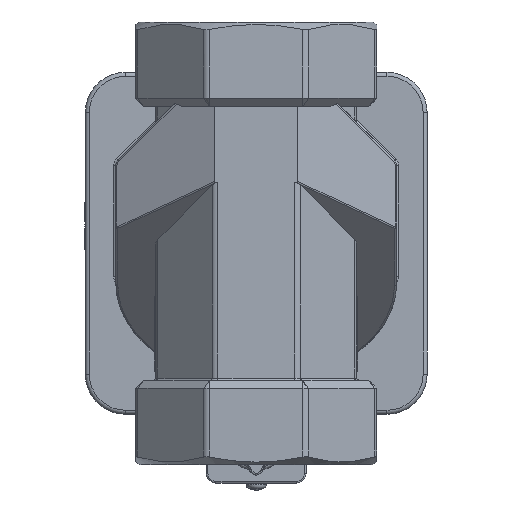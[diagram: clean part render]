
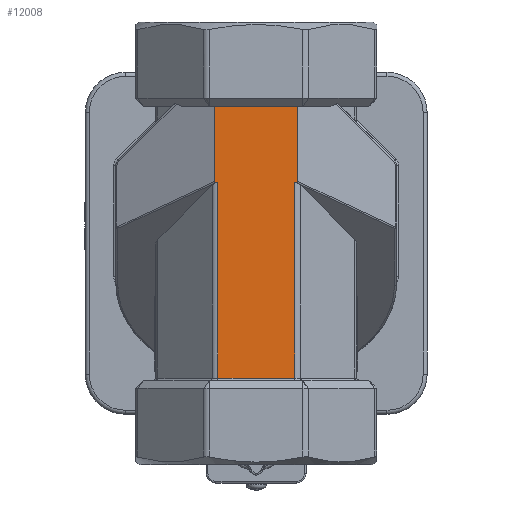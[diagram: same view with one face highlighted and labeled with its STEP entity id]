
A CAD part, front view. The second image highlights one B-rep face of the part: STEP entity #12008.
In plain terms, the highlighted planar face has unit normal (0, -1, 0).
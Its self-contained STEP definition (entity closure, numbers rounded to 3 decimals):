
#197=ELLIPSE('',#12980,1.284,0.5);
#202=ELLIPSE('',#12988,1.284,0.5);
#742=PLANE('',#12987);
#1359=LINE('',#20192,#2249);
#1363=LINE('',#20208,#2253);
#1364=LINE('',#20210,#2254);
#1365=LINE('',#20212,#2255);
#1366=LINE('',#20216,#2256);
#1367=LINE('',#20218,#2257);
#1368=LINE('',#20220,#2258);
#1369=LINE('',#20221,#2259);
#2249=VECTOR('',#15019,10.);
#2253=VECTOR('',#15035,10.);
#2254=VECTOR('',#15036,10.);
#2255=VECTOR('',#15037,10.);
#2256=VECTOR('',#15040,10.);
#2257=VECTOR('',#15041,10.);
#2258=VECTOR('',#15042,10.);
#2259=VECTOR('',#15043,10.);
#3157=FACE_OUTER_BOUND('',#3895,.T.);
#3895=EDGE_LOOP('',(#9051,#9052,#9053,#9054,#9055,#9056,#9057,#9058,#9059,
#9060));
#5350=VERTEX_POINT('',#20146);
#5351=VERTEX_POINT('',#20148);
#5352=VERTEX_POINT('',#20191);
#5358=VERTEX_POINT('',#20207);
#5359=VERTEX_POINT('',#20209);
#5360=VERTEX_POINT('',#20211);
#5361=VERTEX_POINT('',#20213);
#5362=VERTEX_POINT('',#20215);
#5363=VERTEX_POINT('',#20217);
#5364=VERTEX_POINT('',#20219);
#6669=EDGE_CURVE('',#5350,#5351,#197,.T.);
#6673=EDGE_CURVE('',#5351,#5352,#1359,.T.);
#6681=EDGE_CURVE('',#5350,#5358,#1363,.T.);
#6682=EDGE_CURVE('',#5358,#5359,#1364,.T.);
#6683=EDGE_CURVE('',#5360,#5359,#1365,.T.);
#6684=EDGE_CURVE('',#5361,#5360,#202,.T.);
#6685=EDGE_CURVE('',#5362,#5361,#1366,.T.);
#6686=EDGE_CURVE('',#5363,#5362,#1367,.T.);
#6687=EDGE_CURVE('',#5364,#5363,#1368,.T.);
#6688=EDGE_CURVE('',#5352,#5364,#1369,.T.);
#9051=ORIENTED_EDGE('',*,*,#6669,.F.);
#9052=ORIENTED_EDGE('',*,*,#6681,.T.);
#9053=ORIENTED_EDGE('',*,*,#6682,.T.);
#9054=ORIENTED_EDGE('',*,*,#6683,.F.);
#9055=ORIENTED_EDGE('',*,*,#6684,.F.);
#9056=ORIENTED_EDGE('',*,*,#6685,.F.);
#9057=ORIENTED_EDGE('',*,*,#6686,.F.);
#9058=ORIENTED_EDGE('',*,*,#6687,.F.);
#9059=ORIENTED_EDGE('',*,*,#6688,.F.);
#9060=ORIENTED_EDGE('',*,*,#6673,.F.);
#12008=ADVANCED_FACE('',(#3157),#742,.T.);
#12980=AXIS2_PLACEMENT_3D('',#20149,#15014,#15015);
#12987=AXIS2_PLACEMENT_3D('',#20206,#15033,#15034);
#12988=AXIS2_PLACEMENT_3D('',#20214,#15038,#15039);
#15014=DIRECTION('center_axis',(0.,1.,0.));
#15015=DIRECTION('ref_axis',(0.906,0.,-0.423));
#15019=DIRECTION('',(-1.,0.,0.));
#15033=DIRECTION('center_axis',(0.,-1.,0.));
#15034=DIRECTION('ref_axis',(1.,0.,0.));
#15035=DIRECTION('',(0.,0.,1.));
#15036=DIRECTION('',(-1.,0.,0.));
#15037=DIRECTION('',(0.,0.,1.));
#15038=DIRECTION('center_axis',(0.,1.,0.));
#15039=DIRECTION('ref_axis',(-0.906,0.,-0.423));
#15040=DIRECTION('',(-1.,0.,0.));
#15041=DIRECTION('',(0.,0.,1.));
#15042=DIRECTION('',(-1.,0.,0.));
#15043=DIRECTION('',(0.,0.,-1.));
#20146=CARTESIAN_POINT('',(10.355,-25.,15.353));
#20148=CARTESIAN_POINT('',(9.93,-25.,15.099));
#20149=CARTESIAN_POINT('Origin',(9.172,-25.,15.806));
#20191=CARTESIAN_POINT('',(9.527,-25.,15.099));
#20192=CARTESIAN_POINT('',(-5.178,-25.,15.099));
#20206=CARTESIAN_POINT('Origin',(-10.355,-25.,0.));
#20207=CARTESIAN_POINT('',(10.355,-25.,34.));
#20208=CARTESIAN_POINT('',(10.355,-25.,-62.));
#20209=CARTESIAN_POINT('',(-10.355,-25.,34.));
#20210=CARTESIAN_POINT('',(-5.178,-25.,34.));
#20211=CARTESIAN_POINT('',(-10.355,-25.,15.353));
#20212=CARTESIAN_POINT('',(-10.355,-25.,-62.));
#20213=CARTESIAN_POINT('',(-9.93,-25.,15.099));
#20214=CARTESIAN_POINT('Origin',(-9.172,-25.,15.806));
#20215=CARTESIAN_POINT('',(-9.527,-25.,15.099));
#20216=CARTESIAN_POINT('',(-5.178,-25.,15.099));
#20217=CARTESIAN_POINT('',(-9.527,-25.,-33.5));
#20218=CARTESIAN_POINT('',(-9.527,-25.,0.));
#20219=CARTESIAN_POINT('',(9.527,-25.,-33.5));
#20220=CARTESIAN_POINT('',(-5.178,-25.,-33.5));
#20221=CARTESIAN_POINT('',(9.527,-25.,0.));
